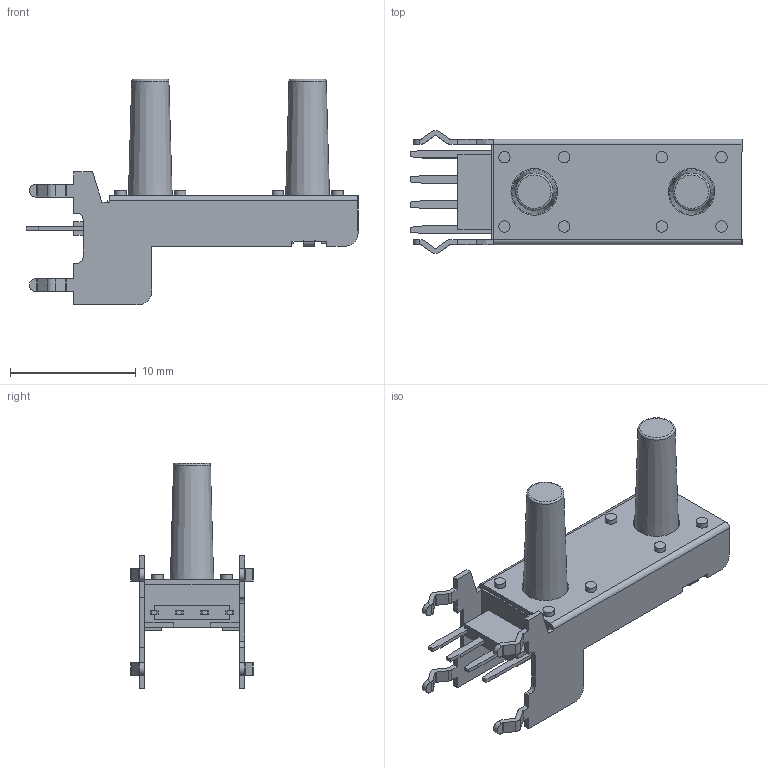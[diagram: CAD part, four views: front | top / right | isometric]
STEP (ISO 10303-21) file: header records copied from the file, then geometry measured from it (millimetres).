
FILE_DESCRIPTION((' '),'2;1');
FILE_NAME('TL53HFxxxx.stp','2017-07-20T13:49:38',(' '),(' '),' ','ACIS',' ');
FILE_SCHEMA(('CONFIG_CONTROL_DESIGN'));
Length unit declared in the file: inch
Products named in the file (1): TL53HFxxxx.stp
Bounding box: 26.38 x 9.75 x 17.9 mm (x, y, z)
Volume: 584.4 mm3; surface area: 1688.7 mm2
Topology: 1 solids, 3 shells, 462 faces, 1229 edges, 814 vertices
Faces by surface type: plane 339, cylinder 113, torus 6, cone 2, bspline 2
Full cylindrical faces by diameter (mm): 0.9 x8, 1 x1, 3.7 x2, 5 x2
Entity records: 14225 total; most frequent: CARTESIAN_POINT 2567, ORIENTED_EDGE 2394, DIRECTION 2326, EDGE_CURVE 1197, VECTOR 982, LINE 982, VERTEX_POINT 803, AXIS2_PLACEMENT_3D 672
